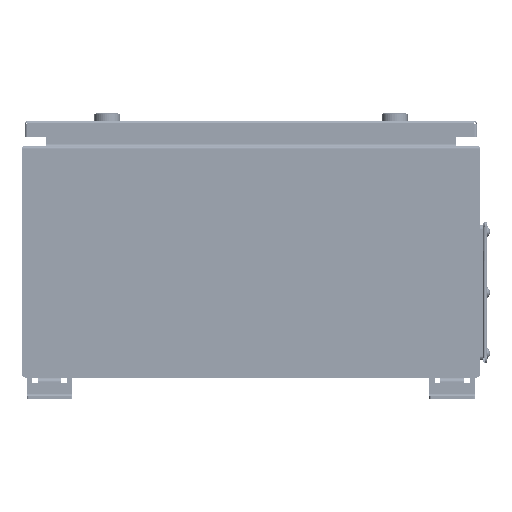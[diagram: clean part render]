
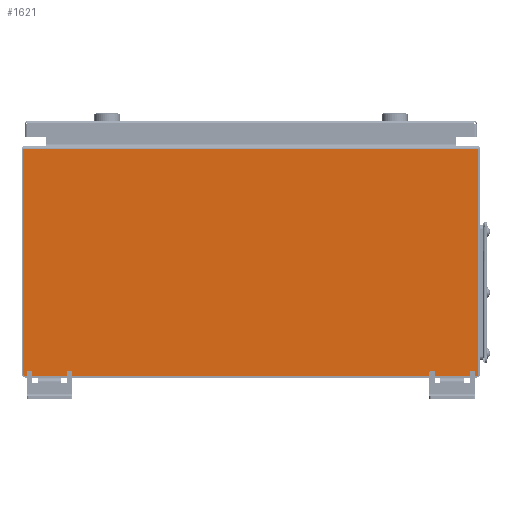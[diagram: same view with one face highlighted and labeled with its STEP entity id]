
A CAD part, left-side view. The second image highlights one B-rep face of the part: STEP entity #1621.
In plain terms, the highlighted planar face has unit normal (-1, 0, 0).
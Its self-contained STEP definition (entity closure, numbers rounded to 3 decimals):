
#1621 = ADVANCED_FACE ( 'NONE', ( #57022 ), #21982, .T. ) ;
#1908 = ORIENTED_EDGE ( 'NONE', *, *, #4343, .F. ) ;
#2199 = EDGE_CURVE ( 'NONE', #11495, #24986, #27374, .T. ) ;
#4343 = EDGE_CURVE ( 'NONE', #46203, #50659, #68336, .T. ) ;
#4619 = DIRECTION ( 'NONE',  ( -1., 0., 0. ) ) ;
#4795 = CARTESIAN_POINT ( 'NONE',  ( -1.5, 250., 123.5 ) ) ;
#6553 = VECTOR ( 'NONE', #20575, 1000. ) ;
#8160 = CARTESIAN_POINT ( 'NONE',  ( -1.5, -247., -126.5 ) ) ;
#10065 = ORIENTED_EDGE ( 'NONE', *, *, #46983, .F. ) ;
#11495 = VERTEX_POINT ( 'NONE', #68392 ) ;
#11778 = DIRECTION ( 'NONE',  ( 0., 0., 1. ) ) ;
#14005 = CARTESIAN_POINT ( 'NONE',  ( -1.5, -250., 123.5 ) ) ;
#15722 = VERTEX_POINT ( 'NONE', #4795 ) ;
#16462 = EDGE_LOOP ( 'NONE', ( #10065, #50508, #1908, #68981, #19190, #17591 ) ) ;
#17591 = ORIENTED_EDGE ( 'NONE', *, *, #2199, .T. ) ;
#17712 = DIRECTION ( 'NONE',  ( 0., 1., 0. ) ) ;
#19190 = ORIENTED_EDGE ( 'NONE', *, *, #67377, .F. ) ;
#20575 = DIRECTION ( 'NONE',  ( 0., 1., 0. ) ) ;
#21982 = PLANE ( 'NONE',  #70454 ) ;
#23512 = LINE ( 'NONE', #46982, #28990 ) ;
#23702 = CARTESIAN_POINT ( 'NONE',  ( -1.5, -250., 123.5 ) ) ;
#24864 = LINE ( 'NONE', #14005, #6553 ) ;
#24986 = VERTEX_POINT ( 'NONE', #36153 ) ;
#27374 = CIRCLE ( 'NONE', #43300, 3. ) ;
#27435 = DIRECTION ( 'NONE',  ( 0., 0., -1. ) ) ;
#28990 = VECTOR ( 'NONE', #17712, 1000. ) ;
#31940 = EDGE_CURVE ( 'NONE', #46203, #15722, #24864, .T. ) ;
#36153 = CARTESIAN_POINT ( 'NONE',  ( -1.5, 247., -126.5 ) ) ;
#42488 = VECTOR ( 'NONE', #11778, 1000. ) ;
#43300 = AXIS2_PLACEMENT_3D ( 'NONE', #57798, #4619, #68691 ) ;
#43536 = VECTOR ( 'NONE', #27435, 1000. ) ;
#44326 = CARTESIAN_POINT ( 'NONE',  ( -1.5, -250., 126.5 ) ) ;
#45823 = CARTESIAN_POINT ( 'NONE',  ( -1.5, 0., 0. ) ) ;
#46203 = VERTEX_POINT ( 'NONE', #23702 ) ;
#46469 = EDGE_CURVE ( 'NONE', #52382, #50659, #47326, .T. ) ;
#46982 = CARTESIAN_POINT ( 'NONE',  ( -1.5, -250., -126.5 ) ) ;
#46983 = EDGE_CURVE ( 'NONE', #52382, #24986, #23512, .T. ) ;
#47120 = CARTESIAN_POINT ( 'NONE',  ( -1.5, -250., -123.5 ) ) ;
#47326 = CIRCLE ( 'NONE', #69595, 3. ) ;
#50508 = ORIENTED_EDGE ( 'NONE', *, *, #46469, .T. ) ;
#50659 = VERTEX_POINT ( 'NONE', #47120 ) ;
#51248 = DIRECTION ( 'NONE',  ( -1., 0., 0. ) ) ;
#52382 = VERTEX_POINT ( 'NONE', #8160 ) ;
#53382 = LINE ( 'NONE', #64618, #42488 ) ;
#57022 = FACE_OUTER_BOUND ( 'NONE', #16462, .T. ) ;
#57798 = CARTESIAN_POINT ( 'NONE',  ( -1.5, 247., -123.5 ) ) ;
#59817 = DIRECTION ( 'NONE',  ( 0., 0., 1. ) ) ;
#64618 = CARTESIAN_POINT ( 'NONE',  ( -1.5, 250., 126.5 ) ) ;
#67377 = EDGE_CURVE ( 'NONE', #11495, #15722, #53382, .T. ) ;
#68336 = LINE ( 'NONE', #44326, #43536 ) ;
#68392 = CARTESIAN_POINT ( 'NONE',  ( -1.5, 250., -123.5 ) ) ;
#68691 = DIRECTION ( 'NONE',  ( 0., 0., 1. ) ) ;
#68981 = ORIENTED_EDGE ( 'NONE', *, *, #31940, .T. ) ;
#69595 = AXIS2_PLACEMENT_3D ( 'NONE', #71073, #76117, #59817 ) ;
#70454 = AXIS2_PLACEMENT_3D ( 'NONE', #45823, #51248, #74863 ) ;
#71073 = CARTESIAN_POINT ( 'NONE',  ( -1.5, -247., -123.5 ) ) ;
#74863 = DIRECTION ( 'NONE',  ( 0., 0., 1. ) ) ;
#76117 = DIRECTION ( 'NONE',  ( -1., 0., 0. ) ) ;
